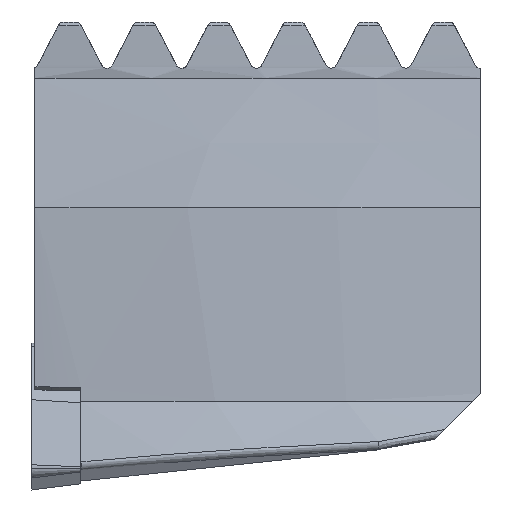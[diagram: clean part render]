
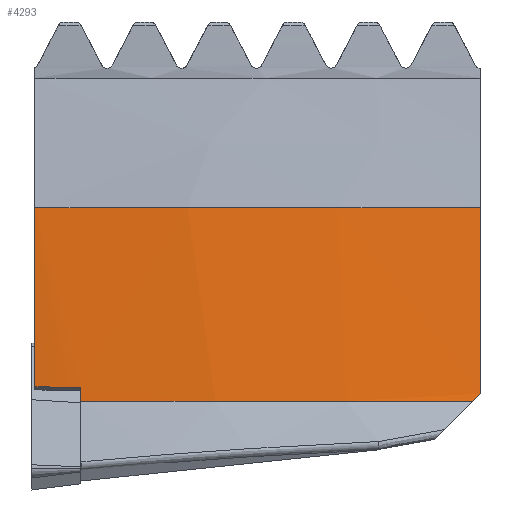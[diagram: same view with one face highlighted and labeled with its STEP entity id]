
A CAD part, left-side view. The second image highlights one B-rep face of the part: STEP entity #4293.
In plain terms, the highlighted cylindrical face has radius 88.06 mm (diameter 176.12 mm), a partial arc.
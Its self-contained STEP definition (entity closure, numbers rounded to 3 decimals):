
#1585=VERTEX_POINT('NONE',#4491);
#1619=VERTEX_POINT('NONE',#4527);
#1651=VERTEX_POINT('NONE',#4560);
#2407=VERTEX_POINT('NONE',#5384);
#2419=VERTEX_POINT('NONE',#5397);
#2499=EDGE_CURVE('NONE',#2789,#1651,#5482,.F.);
#2561=EDGE_CURVE('NONE',#2789,#2407,#5554,.F.);
#2655=EDGE_CURVE('NONE',#3333,#1619,#5652,.T.);
#2789=VERTEX_POINT('NONE',#5798);
#3333=VERTEX_POINT('NONE',#6400);
#4029=EDGE_CURVE('NONE',#2419,#2407,#7159,.F.);
#4061=EDGE_CURVE('NONE',#1585,#3333,#7196,.F.);
#4213=EDGE_CURVE('NONE',#2419,#1585,#7366,.F.);
#4217=EDGE_CURVE('NONE',#1651,#1619,#7370,.F.);
#4293=ADVANCED_FACE('NONE',(#7453),#7454,.T.);
#4491=CARTESIAN_POINT('',(2.44,-0.27,8.286));
#4527=CARTESIAN_POINT('',(10.135,-36.07,22.673));
#4560=CARTESIAN_POINT('',(10.135,-36.07,7.753));
#5384=CARTESIAN_POINT('',(2.526,-3.97,7.146));
#5397=CARTESIAN_POINT('',(2.526,-3.97,8.214));
#5482=ELLIPSE('',#9409,124.536,88.06);
#5554=CIRCLE('',#9520,88.06);
#5652=CIRCLE('',#9660,88.06);
#5798=CARTESIAN_POINT('',(9.866,-35.464,7.146));
#6400=CARTESIAN_POINT('',(2.44,-0.27,22.673));
#7159=LINE('',#12538,#12539);
#7196=LINE('',#12581,#12582);
#7366=ELLIPSE('',#12851,114.887,88.06);
#7370=LINE('',#12856,#12857);
#7453=FACE_OUTER_BOUND('',#12978,.T.);
#7454=CYLINDRICAL_SURFACE('',#12979,88.06);
#9409=AXIS2_PLACEMENT_3D('',#14312,#14313,#14314);
#9520=AXIS2_PLACEMENT_3D('',#14423,#14424,#14425);
#9660=AXIS2_PLACEMENT_3D('',#14499,#14500,#14501);
#12538=CARTESIAN_POINT('',(2.526,-3.97,7.146));
#12539=VECTOR('',#16270,1.0);
#12581=CARTESIAN_POINT('',(2.44,-0.27,7.146));
#12582=VECTOR('',#16319,1.0);
#12851=AXIS2_PLACEMENT_3D('',#16535,#16536,#16537);
#12856=CARTESIAN_POINT('',(10.135,-36.07,7.146));
#12857=VECTOR('',#16538,1.0);
#12978=EDGE_LOOP('',(#16628,#16629,#16630,#16631,#16632,#16633,#16634));
#12979=AXIS2_PLACEMENT_3D('',#16635,#16636,#16637);
#14312=CARTESIAN_POINT('',(90.5,-0.07,-28.247));
#14313=DIRECTION('',(0.,-0.707,-0.707));
#14314=DIRECTION('',(0.,0.707,-0.707));
#14423=CARTESIAN_POINT('',(90.5,-0.07,7.146));
#14424=DIRECTION('',(0.,0.,1.0));
#14425=DIRECTION('',(0.,1.0,0.));
#14499=CARTESIAN_POINT('',(90.5,-0.07,22.673));
#14500=DIRECTION('',(0.,0.,1.0));
#14501=DIRECTION('',(0.,1.0,0.));
#16270=DIRECTION('',(0.,0.,1.0));
#16319=DIRECTION('',(0.,0.,-1.0));
#16535=CARTESIAN_POINT('',(90.5,-0.07,-65.5));
#16536=DIRECTION('',(0.642,0.,0.766));
#16537=DIRECTION('',(-0.766,0.,0.642));
#16538=DIRECTION('',(0.,0.,-1.0));
#16628=ORIENTED_EDGE('',*,*,#4029,.T.);
#16629=ORIENTED_EDGE('',*,*,#2561,.F.);
#16630=ORIENTED_EDGE('',*,*,#2499,.T.);
#16631=ORIENTED_EDGE('',*,*,#4217,.T.);
#16632=ORIENTED_EDGE('',*,*,#2655,.F.);
#16633=ORIENTED_EDGE('',*,*,#4061,.F.);
#16634=ORIENTED_EDGE('',*,*,#4213,.F.);
#16635=CARTESIAN_POINT('',(90.5,-0.07,7.146));
#16636=DIRECTION('',(0.,0.,-1.0));
#16637=DIRECTION('',(0.,1.0,0.));
